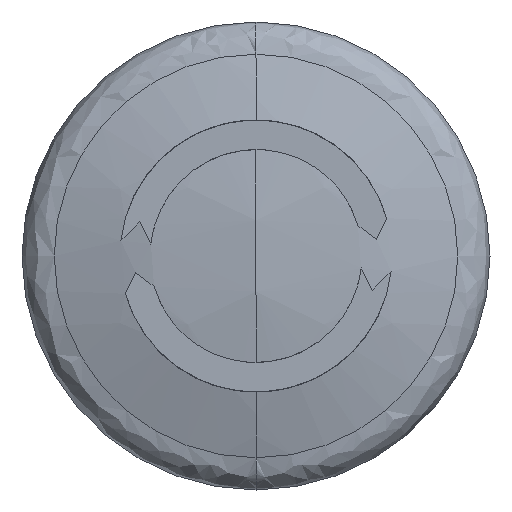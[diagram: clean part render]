
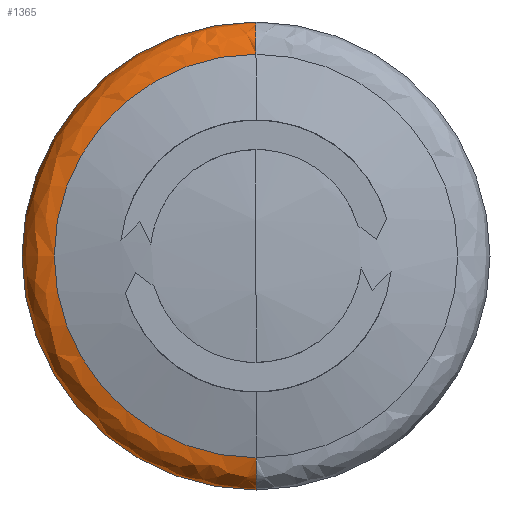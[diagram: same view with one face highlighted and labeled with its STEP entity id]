
A CAD part, front view. The second image highlights one B-rep face of the part: STEP entity #1365.
In plain terms, the highlighted free-form (B-spline) face has degree [3, 3] with [4, 4] control points.
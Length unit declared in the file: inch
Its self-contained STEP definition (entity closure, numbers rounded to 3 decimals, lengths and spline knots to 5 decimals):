
#94 = CARTESIAN_POINT ( 'NONE',  ( -0.49213, 1.41732, 0. ) ) ;
#117 = CARTESIAN_POINT ( 'NONE',  ( -0.57087, 1.33858, 0. ) ) ;
#125 = CARTESIAN_POINT ( 'NONE',  ( -0.53825, 1.41732, 1.0765 ) ) ;
#190 = EDGE_CURVE ( 'NONE', #761, #1979, #954, .T. ) ;
#206 = EDGE_LOOP ( 'NONE', ( #1491, #1097, #815, #1165 ) ) ;
#236 = CARTESIAN_POINT ( 'NONE',  ( 0.49213, 1.41732, 0. ) ) ;
#247 = CARTESIAN_POINT ( 'NONE',  ( 0.57087, 1.38471, 1.14173 ) ) ;
#278 = CARTESIAN_POINT ( 'NONE',  ( -0.49213, 1.41732, 0. ) ) ;
#350 = CARTESIAN_POINT ( 'NONE',  ( 0., 1.41732, 0. ) ) ;
#376 = AXIS2_PLACEMENT_3D ( 'NONE', #1071, #1400, #1557 ) ;
#400 = CARTESIAN_POINT ( 'NONE',  ( -0.57087, 1.38471, 1.14173 ) ) ;
#427 = CARTESIAN_POINT ( 'NONE',  ( -0.57087, 1.33858, 1.14173 ) ) ;
#468 = AXIS2_PLACEMENT_3D ( 'NONE', #350, #967, #657 ) ;
#502 = VERTEX_POINT ( 'NONE', #1427 ) ;
#551 = EDGE_CURVE ( 'NONE', #502, #761, #1121, .T. ) ;
#657 = DIRECTION ( 'NONE',  ( 1., 0., 0. ) ) ;
#705 = CARTESIAN_POINT ( 'NONE',  ( -0.57087, 1.33858, 0. ) ) ;
#759 = CIRCLE ( 'NONE', #891, 0.07874 ) ;
#761 = VERTEX_POINT ( 'NONE', #278 ) ;
#776 = VERTEX_POINT ( 'NONE', #1279 ) ;
#815 = ORIENTED_EDGE ( 'NONE', *, *, #1490, .T. ) ;
#870 = CARTESIAN_POINT ( 'NONE',  ( -0.57087, 1.38471, 0. ) ) ;
#891 = AXIS2_PLACEMENT_3D ( 'NONE', #951, #1534, #906 ) ;
#898 = CARTESIAN_POINT ( 'NONE',  ( 0.57087, 1.33858, 1.14173 ) ) ;
#906 = DIRECTION ( 'NONE',  ( 1., 0., 0. ) ) ;
#951 = CARTESIAN_POINT ( 'NONE',  ( 0.49213, 1.33858, 0. ) ) ;
#954 = CIRCLE ( 'NONE', #1150, 0.07874 ) ;
#967 = DIRECTION ( 'NONE',  ( 0., -1., 0. ) ) ;
#980 = DIRECTION ( 'NONE',  ( 0., 0., 1. ) ) ;
#985 = CARTESIAN_POINT ( 'NONE',  ( -0.49213, 1.33858, 0. ) ) ;
#1037 = CARTESIAN_POINT ( 'NONE',  ( 0.53825, 1.41732, 0. ) ) ;
#1071 = CARTESIAN_POINT ( 'NONE',  ( 0., 1.33858, 0. ) ) ;
#1088 = CIRCLE ( 'NONE', #376, 0.57087 ) ;
#1097 = ORIENTED_EDGE ( 'NONE', *, *, #1554, .F. ) ;
#1121 = CIRCLE ( 'NONE', #468, 0.49213 ) ;
#1150 = AXIS2_PLACEMENT_3D ( 'NONE', #985, #980, #1908 ) ;
#1165 = ORIENTED_EDGE ( 'NONE', *, *, #551, .T. ) ;
#1199 = CARTESIAN_POINT ( 'NONE',  ( -0.53825, 1.41732, 0. ) ) ;
#1279 = CARTESIAN_POINT ( 'NONE',  ( 0.57087, 1.33858, 0. ) ) ;
#1326 = CARTESIAN_POINT ( 'NONE',  ( 0.49213, 1.41732, 0.98425 ) ) ;
#1332 = CARTESIAN_POINT ( 'NONE',  ( 0.53825, 1.41732, 1.0765 ) ) ;
#1365 = ADVANCED_FACE ( 'FACE2281', ( #1674 ), #1510, .T. ) ;
#1400 = DIRECTION ( 'NONE',  ( 0., -1., 0. ) ) ;
#1427 = CARTESIAN_POINT ( 'NONE',  ( 0.49213, 1.41732, 0. ) ) ;
#1490 = EDGE_CURVE ( 'NONE', #776, #502, #759, .T. ) ;
#1491 = ORIENTED_EDGE ( 'NONE', *, *, #190, .T. ) ;
#1510 =( BOUNDED_SURFACE ( )  B_SPLINE_SURFACE ( 3, 3, ( 
 ( #1783, #898, #427, #705 ),
 ( #1526, #247, #400, #870 ),
 ( #1037, #1332, #125, #1199 ),
 ( #236, #1326, #1630, #94 ) ),
 .UNSPECIFIED., .F., .F., .T. ) 
 B_SPLINE_SURFACE_WITH_KNOTS ( ( 4, 4 ),
 ( 4, 4 ),
 ( 0., 1. ),
 ( 0., 1. ),
 .UNSPECIFIED. ) 
 GEOMETRIC_REPRESENTATION_ITEM ( )  RATIONAL_B_SPLINE_SURFACE ( (
 ( 1., 0.333, 0.333, 1.),
 ( 0.805, 0.268, 0.268, 0.805),
 ( 0.805, 0.268, 0.268, 0.805),
 ( 1., 0.333, 0.333, 1.) ) ) 
 REPRESENTATION_ITEM ( '' )  SURFACE ( )  );
#1526 = CARTESIAN_POINT ( 'NONE',  ( 0.57087, 1.38471, 0. ) ) ;
#1534 = DIRECTION ( 'NONE',  ( 0., 0., 1. ) ) ;
#1554 = EDGE_CURVE ( 'NONE', #776, #1979, #1088, .T. ) ;
#1557 = DIRECTION ( 'NONE',  ( -1., 0., 0. ) ) ;
#1630 = CARTESIAN_POINT ( 'NONE',  ( -0.49213, 1.41732, 0.98425 ) ) ;
#1674 = FACE_OUTER_BOUND ( 'NONE', #206, .T. ) ;
#1783 = CARTESIAN_POINT ( 'NONE',  ( 0.57087, 1.33858, 0. ) ) ;
#1908 = DIRECTION ( 'NONE',  ( -1., 0., 0. ) ) ;
#1979 = VERTEX_POINT ( 'NONE', #117 ) ;
